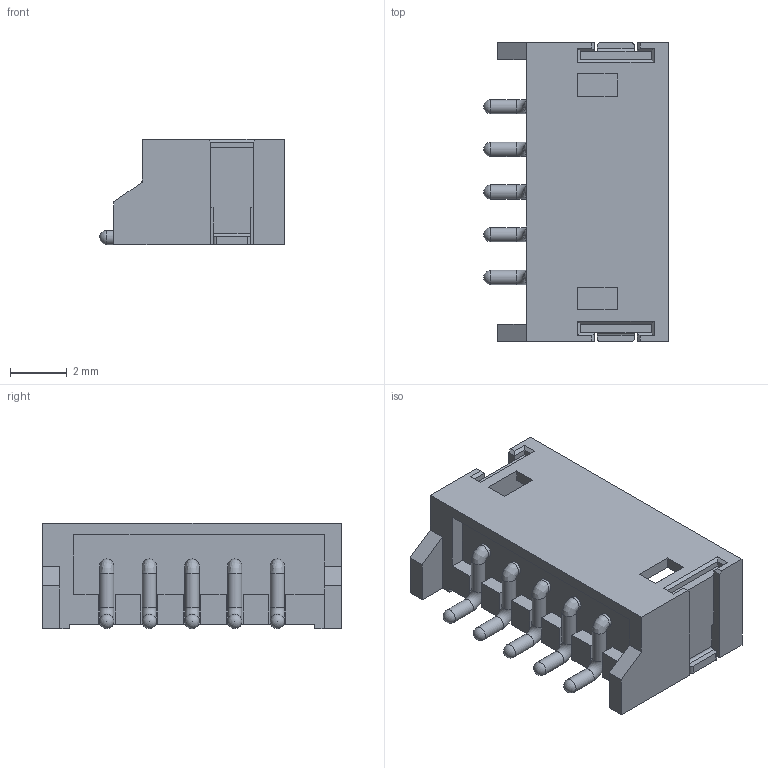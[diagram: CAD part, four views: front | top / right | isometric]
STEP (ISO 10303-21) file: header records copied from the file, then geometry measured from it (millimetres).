
FILE_DESCRIPTION(/* description */ (''),/* implementation_level */ '2;1');
FILE_NAME(/* name */ 'S5B-ZR-SM4A-TF.step',/* time_stamp */ '2023-11-07T19:28:55+03:00',/* author */ ('Sandman'),/* organization */ (''),/* preprocessor_version */ 'ST-DEVELOPER v18.1',/* originating_system */ 'Autodesk Inventor 2021',/* authorisation */ '');
FILE_SCHEMA (('AUTOMOTIVE_DESIGN { 1 0 10303 214 3 1 1 }'));
Length unit declared in the file: millimetre
Products named in the file (1): ZH_connector
Bounding box: 6.5 x 10.5 x 3.7 mm (x, y, z)
Volume: 100.6 mm3; surface area: 367.5 mm2
Topology: 1 solids, 1 shells, 167 faces, 463 edges, 287 vertices
Faces by surface type: plane 117, cylinder 30, sphere 10, torus 5, bspline 5
Full cylindrical faces by diameter (mm): 0.5 x20
Entity records: 5353 total; most frequent: CARTESIAN_POINT 1028, ORIENTED_EDGE 886, DIRECTION 854, EDGE_CURVE 443, LINE 358, VECTOR 358, VERTEX_POINT 287, AXIS2_PLACEMENT_3D 248
